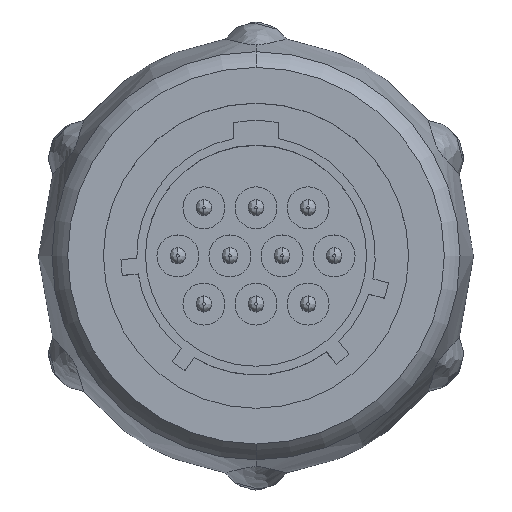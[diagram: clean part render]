
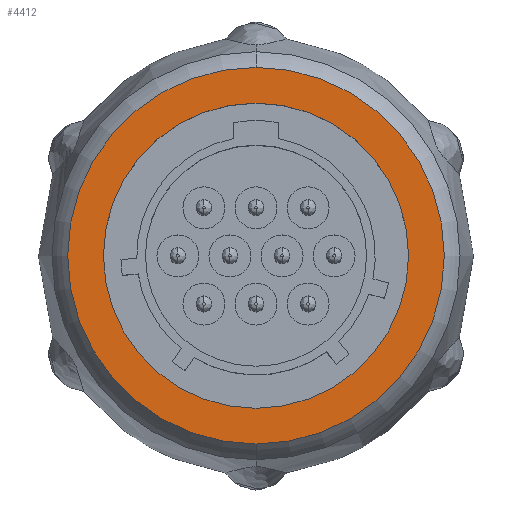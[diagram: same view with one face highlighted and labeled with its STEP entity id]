
A CAD part, top view. The second image highlights one B-rep face of the part: STEP entity #4412.
In plain terms, the highlighted planar face has unit normal (0, 0, 1).
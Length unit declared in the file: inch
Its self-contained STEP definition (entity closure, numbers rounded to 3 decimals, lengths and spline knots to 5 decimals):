
#1307=CARTESIAN_POINT('',(0.,0.,0.85236));
#1308=DIRECTION('',(0.,0.,1.));
#1309=DIRECTION('',(0.,1.,0.));
#1310=AXIS2_PLACEMENT_3D('',#1307,#1308,#1309);
#1312=CARTESIAN_POINT('',(0.,0.,0.85236));
#1313=DIRECTION('',(0.,0.,-1.));
#1314=DIRECTION('',(0.,1.,0.));
#1315=AXIS2_PLACEMENT_3D('',#1312,#1313,#1314);
#1317=CARTESIAN_POINT('',(0.,0.,0.85236));
#1318=DIRECTION('',(0.,0.,-1.));
#1319=DIRECTION('',(0.,1.,0.));
#1320=AXIS2_PLACEMENT_3D('',#1317,#1318,#1319);
#1330=CARTESIAN_POINT('',(0.,0.,0.85236));
#1331=DIRECTION('',(0.,0.,1.));
#1332=DIRECTION('',(0.,1.,0.));
#1333=AXIS2_PLACEMENT_3D('',#1330,#1331,#1332);
#3296=CARTESIAN_POINT('',(0.,0.46989,0.85236));
#3298=VERTEX_POINT('',#3296);
#3299=CARTESIAN_POINT('',(0.,0.38071,0.85236));
#3301=VERTEX_POINT('',#3299);
#3312=CARTESIAN_POINT('',(0.,-0.46989,0.85236));
#3314=VERTEX_POINT('',#3312);
#3315=CARTESIAN_POINT('',(0.,-0.38071,0.85236));
#3317=VERTEX_POINT('',#3315);
#4397=CARTESIAN_POINT('',(0.,0.,0.85236));
#4398=DIRECTION('',(0.,0.,-1.));
#4399=DIRECTION('',(0.,-1.,0.));
#4400=AXIS2_PLACEMENT_3D('',#4397,#4398,#4399);
#4401=PLANE('',#4400);
#4402=ORIENTED_EDGE('',*,*,#4390,.F.);
#4403=ORIENTED_EDGE('',*,*,#4379,.T.);
#4404=EDGE_LOOP('',(#4402,#4403));
#4405=FACE_OUTER_BOUND('',#4404,.F.);
#4407=ORIENTED_EDGE('',*,*,#4406,.F.);
#4409=ORIENTED_EDGE('',*,*,#4408,.T.);
#4410=EDGE_LOOP('',(#4407,#4409));
#4411=FACE_BOUND('',#4410,.F.);
#4412=ADVANCED_FACE('',(#4405,#4411),#4401,.F.);
#1311=CIRCLE('',#1310,0.46989);
#1316=CIRCLE('',#1315,0.46989);
#1321=CIRCLE('',#1320,0.38071);
#1334=CIRCLE('',#1333,0.38071);
#4379=EDGE_CURVE('',#3298,#3314,#1316,.T.);
#4390=EDGE_CURVE('',#3298,#3314,#1311,.T.);
#4406=EDGE_CURVE('',#3301,#3317,#1321,.T.);
#4408=EDGE_CURVE('',#3301,#3317,#1334,.T.);
